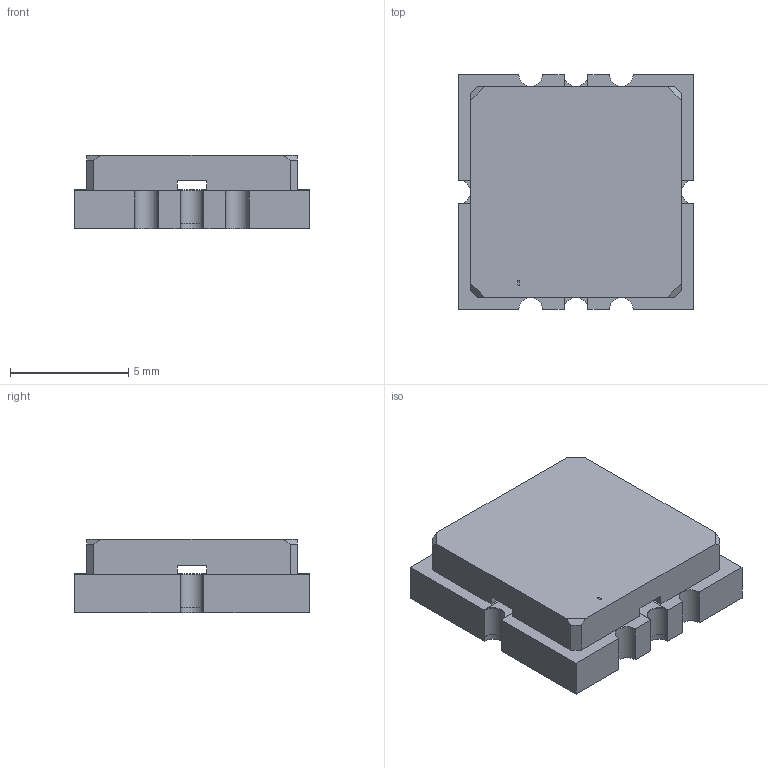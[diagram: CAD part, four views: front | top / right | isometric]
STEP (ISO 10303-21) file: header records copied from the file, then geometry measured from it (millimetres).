
FILE_DESCRIPTION(('FreeCAD Model'),'2;1');
FILE_NAME( 'Mini-Circuits_GP1212.step', '2020-05-06T19:17:48',('Author'),(''), 'Open CASCADE STEP processor 7.3','FreeCAD','Unknown');
FILE_SCHEMA(('AUTOMOTIVE_DESIGN { 1 0 10303 214 1 1 1 1 }'));
Length unit declared in the file: millimetre
Products named in the file (3): Pad; Pad001; gp731_capot_001
Bounding box: 9.93 x 9.93 x 3.1 mm (x, y, z)
Volume: 201.1 mm3; surface area: 606.2 mm2
Topology: 3 solids, 3 shells, 71 faces, 196 edges, 132 vertices
Faces by surface type: plane 59, cylinder 12
Entity records: 5169 total; most frequent: CARTESIAN_POINT 948, DIRECTION 732, LINE 534, VECTOR 534, ORIENTED_EDGE 392, PCURVE 392, DEFINITIONAL_REPRESENTATION 392, EDGE_CURVE 196
